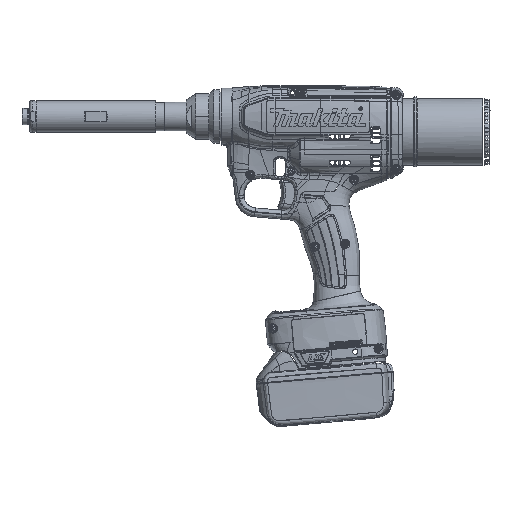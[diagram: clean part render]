
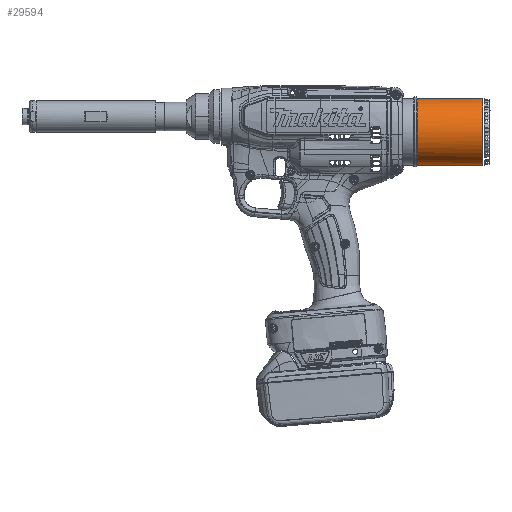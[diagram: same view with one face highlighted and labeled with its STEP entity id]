
A CAD part, top view. The second image highlights one B-rep face of the part: STEP entity #29594.
In plain terms, the highlighted cylindrical face has radius 28 mm (diameter 56 mm), a partial arc.
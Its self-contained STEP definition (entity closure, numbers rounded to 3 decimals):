
#2516=CYLINDRICAL_SURFACE('',#71846,28.);
#4015=FACE_OUTER_BOUND('',#31952,.T.);
#9596=B_SPLINE_CURVE_WITH_KNOTS('',3,(#235379,#235380,#235381,#235382,#235383,
#235384,#235385,#235386,#235387,#235388),.UNSPECIFIED.,.F.,.F.,(4,2,2,2,
4),(0.,0.25,0.5,0.75,1.),.UNSPECIFIED.);
#9597=B_SPLINE_CURVE_WITH_KNOTS('',3,(#235392,#235393,#235394,#235395,#235396,
#235397),.UNSPECIFIED.,.F.,.F.,(4,2,4),(0.,0.5,1.),.UNSPECIFIED.);
#9598=B_SPLINE_CURVE_WITH_KNOTS('',3,(#235399,#235400,#235401,#235402,#235403,
#235404),.UNSPECIFIED.,.F.,.F.,(4,2,4),(0.,0.5,1.),.UNSPECIFIED.);
#29594=ADVANCED_FACE('',(#4015),#2516,.T.);
#31952=EDGE_LOOP('',(#43868,#43869,#43870,#43871,#43872));
#33557=LINE('',#235376,#35209);
#33558=LINE('',#235390,#35210);
#35209=VECTOR('',#77239,1.);
#35210=VECTOR('',#77240,1.);
#43868=ORIENTED_EDGE('',*,*,#65501,.T.);
#43869=ORIENTED_EDGE('',*,*,#65502,.T.);
#43870=ORIENTED_EDGE('',*,*,#65503,.T.);
#43871=ORIENTED_EDGE('',*,*,#65504,.T.);
#43872=ORIENTED_EDGE('',*,*,#65505,.T.);
#54783=VERTEX_POINT('',#235377);
#54784=VERTEX_POINT('',#235378);
#54785=VERTEX_POINT('',#235389);
#54786=VERTEX_POINT('',#235391);
#54787=VERTEX_POINT('',#235398);
#65501=EDGE_CURVE('',#54783,#54784,#33557,.T.);
#65502=EDGE_CURVE('',#54784,#54785,#9596,.T.);
#65503=EDGE_CURVE('',#54785,#54786,#33558,.T.);
#65504=EDGE_CURVE('',#54786,#54787,#9597,.T.);
#65505=EDGE_CURVE('',#54787,#54783,#9598,.T.);
#71846=AXIS2_PLACEMENT_3D('',#235405,#77241,#77242);
#77239=DIRECTION('',(1.,0.,0.));
#77240=DIRECTION('',(-1.,0.,0.));
#77241=DIRECTION('',(-1.,0.,0.));
#77242=DIRECTION('',(0.,0.,1.));
#235376=CARTESIAN_POINT('',(134.239,-40.962,1.465));
#235377=CARTESIAN_POINT('',(106.629,-40.962,1.465));
#235378=CARTESIAN_POINT('',(161.85,-40.962,1.465));
#235379=CARTESIAN_POINT('',(161.85,-40.962,1.465));
#235380=CARTESIAN_POINT('',(161.85,-40.591,8.542));
#235381=CARTESIAN_POINT('',(161.85,-37.414,15.433));
#235382=CARTESIAN_POINT('',(161.85,-27.134,25.188));
#235383=CARTESIAN_POINT('',(161.85,-20.086,28.));
#235384=CARTESIAN_POINT('',(161.85,-5.914,28.));
#235385=CARTESIAN_POINT('',(161.85,1.134,25.188));
#235386=CARTESIAN_POINT('',(161.85,11.414,15.433));
#235387=CARTESIAN_POINT('',(161.85,14.591,8.542));
#235388=CARTESIAN_POINT('',(161.85,14.962,1.465));
#235389=CARTESIAN_POINT('',(161.85,14.962,1.465));
#235390=CARTESIAN_POINT('',(134.239,14.962,1.465));
#235391=CARTESIAN_POINT('',(106.629,14.962,1.465));
#235392=CARTESIAN_POINT('',(106.629,14.962,1.465));
#235393=CARTESIAN_POINT('',(106.629,14.591,8.542));
#235394=CARTESIAN_POINT('',(106.629,11.414,15.433));
#235395=CARTESIAN_POINT('',(106.629,1.134,25.188));
#235396=CARTESIAN_POINT('',(106.629,-5.914,28.));
#235397=CARTESIAN_POINT('',(106.629,-13.,28.));
#235398=CARTESIAN_POINT('',(106.629,-13.,28.));
#235399=CARTESIAN_POINT('',(106.629,-13.,28.));
#235400=CARTESIAN_POINT('',(106.629,-20.086,28.));
#235401=CARTESIAN_POINT('',(106.629,-27.134,25.188));
#235402=CARTESIAN_POINT('',(106.629,-37.414,15.433));
#235403=CARTESIAN_POINT('',(106.629,-40.591,8.542));
#235404=CARTESIAN_POINT('',(106.629,-40.962,1.465));
#235405=CARTESIAN_POINT('',(165.95,-13.,0.));
